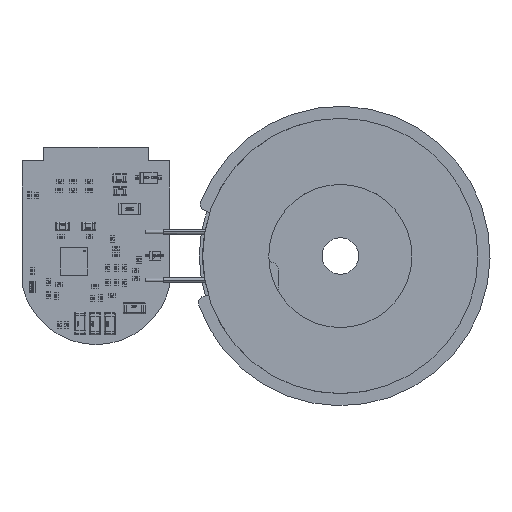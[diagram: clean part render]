
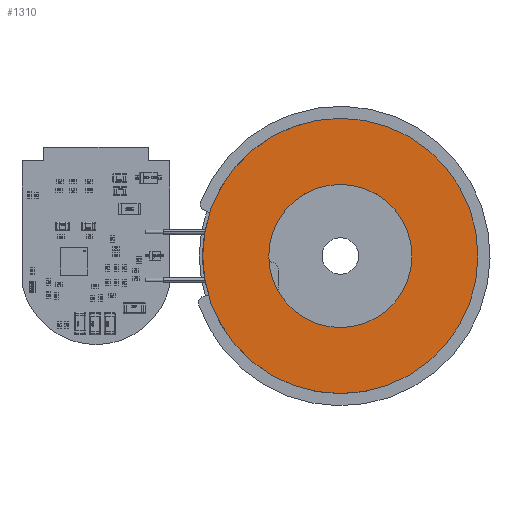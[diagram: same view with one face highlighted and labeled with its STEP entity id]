
A CAD part, top view. The second image highlights one B-rep face of the part: STEP entity #1310.
In plain terms, the highlighted planar face has unit normal (0, 0, 1).
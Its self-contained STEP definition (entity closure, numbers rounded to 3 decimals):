
#895=CARTESIAN_POINT('',(0.,0.,0.295));
#896=DIRECTION('',(0.,0.,-1.));
#897=DIRECTION('',(1.,0.,0.));
#898=AXIS2_PLACEMENT_3D('',#895,#896,#897);
#903=CARTESIAN_POINT('',(0.,0.,0.295));
#904=DIRECTION('',(0.,0.,-1.));
#905=DIRECTION('',(-1.,0.,0.));
#906=AXIS2_PLACEMENT_3D('',#903,#904,#905);
#911=CARTESIAN_POINT('',(0.,0.,0.295));
#912=DIRECTION('',(0.,0.,1.));
#913=DIRECTION('',(1.,0.,0.));
#914=AXIS2_PLACEMENT_3D('',#911,#912,#913);
#919=CARTESIAN_POINT('',(0.,0.,0.295));
#920=DIRECTION('',(0.,0.,1.));
#921=DIRECTION('',(-1.,0.,0.));
#922=AXIS2_PLACEMENT_3D('',#919,#920,#921);
#1179=CARTESIAN_POINT('',(10.4,0.,0.295));
#1180=CARTESIAN_POINT('',(-10.4,0.,0.295));
#1181=VERTEX_POINT('',#1179);
#1182=VERTEX_POINT('',#1180);
#1183=CARTESIAN_POINT('',(20.,0.,0.295));
#1184=CARTESIAN_POINT('',(-20.,0.,0.295));
#1185=VERTEX_POINT('',#1183);
#1186=VERTEX_POINT('',#1184);
#1295=CARTESIAN_POINT('',(0.,0.,0.295));
#1296=DIRECTION('',(0.,0.,1.));
#1297=DIRECTION('',(1.,0.,0.));
#1298=AXIS2_PLACEMENT_3D('',#1295,#1296,#1297);
#1299=PLANE('',#1298);
#1301=ORIENTED_EDGE('',*,*,#1300,.F.);
#1303=ORIENTED_EDGE('',*,*,#1302,.F.);
#1304=EDGE_LOOP('',(#1301,#1303));
#1305=FACE_OUTER_BOUND('',#1304,.F.);
#1306=ORIENTED_EDGE('',*,*,#1275,.F.);
#1307=ORIENTED_EDGE('',*,*,#1289,.F.);
#1308=EDGE_LOOP('',(#1306,#1307));
#1309=FACE_BOUND('',#1308,.F.);
#1310=ADVANCED_FACE('',(#1305,#1309),#1299,.T.);
#899=CIRCLE('',#898,10.4);
#907=CIRCLE('',#906,10.4);
#915=CIRCLE('',#914,20.);
#923=CIRCLE('',#922,20.);
#1275=EDGE_CURVE('',#1181,#1182,#899,.T.);
#1289=EDGE_CURVE('',#1182,#1181,#907,.T.);
#1300=EDGE_CURVE('',#1185,#1186,#915,.T.);
#1302=EDGE_CURVE('',#1186,#1185,#923,.T.);
